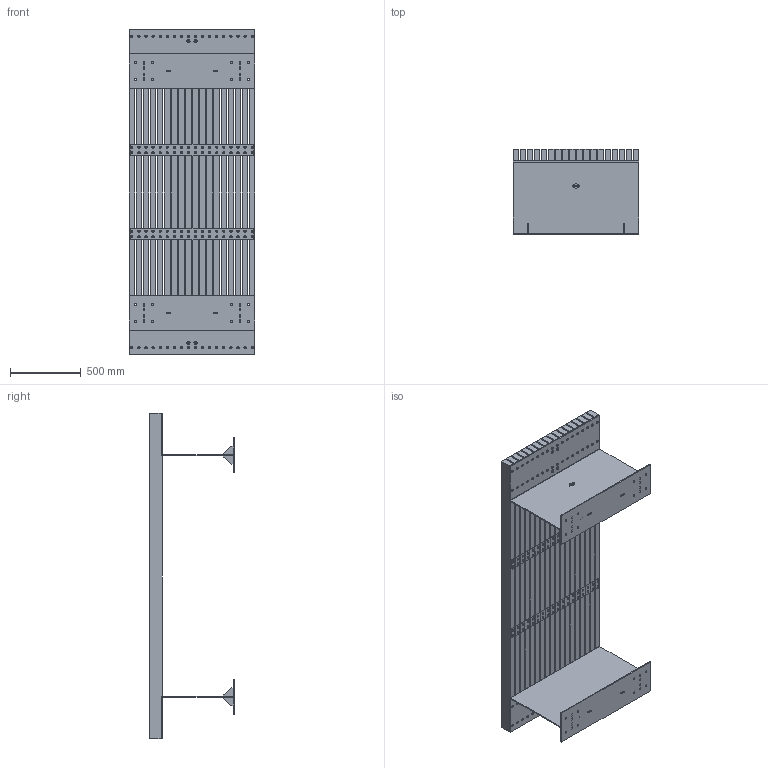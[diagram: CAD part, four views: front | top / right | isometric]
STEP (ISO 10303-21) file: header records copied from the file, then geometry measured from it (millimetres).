
FILE_DESCRIPTION (( 'STEP AP203' ), '1' );
FILE_NAME ('BOBE_2300D.STEP', '2021-03-04T07:07:03', ( '' ), ( '' ), 'SwSTEP 2.0', 'SolidWorks 2020', '' );
FILE_SCHEMA (( 'CONFIG_CONTROL_DESIGN' ));
Length unit declared in the file: millimetre
Products named in the file (9): BOBE_Base 890; BOBE_2300D; BOBE_Floor plate reinf; FURNS Brandtag sticker; BOBE_Reinf strip 890; BOBE_Side plate 890; BOBE_Floor plate 890; BOBE_Wood 2300
Assembly tree (35 placements, depth 3):
  BOBE_2300D
    BOBE_Base 890
      BOBE_Side plate 890
      BOBE_Floor plate 890
      BOBE_Floor plate reinf  x4
    BOBE_Base 890
      BOBE_Side plate 890
      BOBE_Floor plate 890
      BOBE_Floor plate reinf  x4
    BOBE_Wood 2300  x18
    BOBE_Reinf strip 890  x2
    FURNS Brandtag sticker
Bounding box: 890 x 600 x 2300 mm (x, y, z)
Volume: 161136572.2 mm3; surface area: 14903865.7 mm2
Topology: 33 solids, 33 shells, 1277 faces, 3397 edges, 2206 vertices
Faces by surface type: plane 630, cone 304, cylinder 257, bspline 86
Entity records: 24341 total; most frequent: CARTESIAN_POINT 5042, ORIENTED_EDGE 3736, DIRECTION 3426, EDGE_CURVE 1868, LINE 1242, VECTOR 1242, VERTEX_POINT 1216, AXIS2_PLACEMENT_3D 1092
